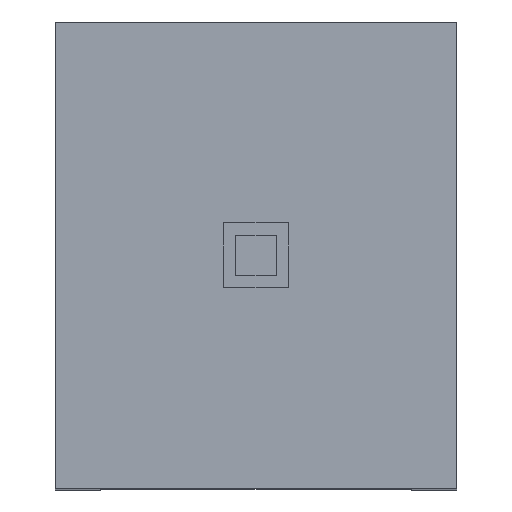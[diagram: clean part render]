
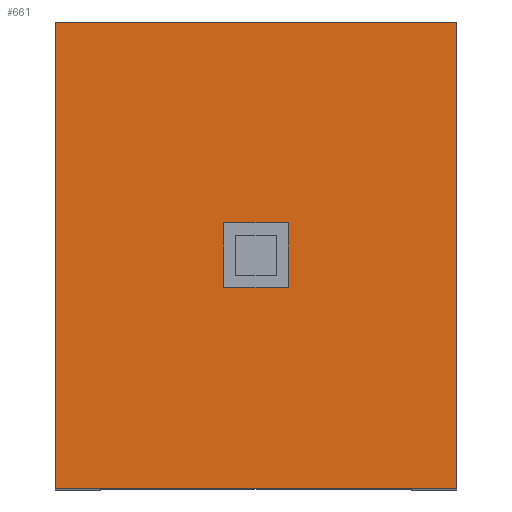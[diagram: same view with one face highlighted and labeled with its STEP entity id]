
A CAD part, top view. The second image highlights one B-rep face of the part: STEP entity #661.
In plain terms, the highlighted planar face has unit normal (0, 0, 1).
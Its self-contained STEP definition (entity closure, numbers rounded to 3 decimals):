
#183 = VERTEX_POINT('',#184);
#184 = CARTESIAN_POINT('',(155.,180.,27.5));
#215 = VERTEX_POINT('',#216);
#216 = CARTESIAN_POINT('',(-155.,180.,27.5));
#222 = EDGE_CURVE('',#183,#215,#223,.T.);
#223 = LINE('',#224,#225);
#224 = CARTESIAN_POINT('',(155.,180.,27.5));
#225 = VECTOR('',#226,1.);
#226 = DIRECTION('',(-1.,0.,0.));
#318 = EDGE_CURVE('',#319,#183,#321,.T.);
#319 = VERTEX_POINT('',#320);
#320 = CARTESIAN_POINT('',(155.,-180.,27.5));
#321 = LINE('',#322,#323);
#322 = CARTESIAN_POINT('',(155.,-180.,27.5));
#323 = VECTOR('',#324,1.);
#324 = DIRECTION('',(0.,1.,0.));
#447 = EDGE_CURVE('',#448,#319,#450,.T.);
#448 = VERTEX_POINT('',#449);
#449 = CARTESIAN_POINT('',(-155.,-180.,27.5));
#450 = LINE('',#451,#452);
#451 = CARTESIAN_POINT('',(-155.,-180.,27.5));
#452 = VECTOR('',#453,1.);
#453 = DIRECTION('',(1.,0.,0.));
#593 = EDGE_CURVE('',#215,#448,#594,.T.);
#594 = LINE('',#595,#596);
#595 = CARTESIAN_POINT('',(-155.,180.,27.5));
#596 = VECTOR('',#597,1.);
#597 = DIRECTION('',(0.,-1.,0.));
#661 = ADVANCED_FACE('',(#662,#668),#702,.T.);
#662 = FACE_BOUND('',#663,.T.);
#663 = EDGE_LOOP('',(#664,#665,#666,#667));
#664 = ORIENTED_EDGE('',*,*,#593,.T.);
#665 = ORIENTED_EDGE('',*,*,#447,.T.);
#666 = ORIENTED_EDGE('',*,*,#318,.T.);
#667 = ORIENTED_EDGE('',*,*,#222,.T.);
#668 = FACE_BOUND('',#669,.T.);
#669 = EDGE_LOOP('',(#670,#680,#688,#696));
#670 = ORIENTED_EDGE('',*,*,#671,.F.);
#671 = EDGE_CURVE('',#672,#674,#676,.T.);
#672 = VERTEX_POINT('',#673);
#673 = CARTESIAN_POINT('',(-25.,25.,27.5));
#674 = VERTEX_POINT('',#675);
#675 = CARTESIAN_POINT('',(-25.,-25.,27.5));
#676 = LINE('',#677,#678);
#677 = CARTESIAN_POINT('',(-25.,25.,27.5));
#678 = VECTOR('',#679,1.);
#679 = DIRECTION('',(0.,-1.,0.));
#680 = ORIENTED_EDGE('',*,*,#681,.F.);
#681 = EDGE_CURVE('',#682,#672,#684,.T.);
#682 = VERTEX_POINT('',#683);
#683 = CARTESIAN_POINT('',(25.,25.,27.5));
#684 = LINE('',#685,#686);
#685 = CARTESIAN_POINT('',(25.,25.,27.5));
#686 = VECTOR('',#687,1.);
#687 = DIRECTION('',(-1.,0.,0.));
#688 = ORIENTED_EDGE('',*,*,#689,.F.);
#689 = EDGE_CURVE('',#690,#682,#692,.T.);
#690 = VERTEX_POINT('',#691);
#691 = CARTESIAN_POINT('',(25.,-25.,27.5));
#692 = LINE('',#693,#694);
#693 = CARTESIAN_POINT('',(25.,-25.,27.5));
#694 = VECTOR('',#695,1.);
#695 = DIRECTION('',(0.,1.,0.));
#696 = ORIENTED_EDGE('',*,*,#697,.F.);
#697 = EDGE_CURVE('',#674,#690,#698,.T.);
#698 = LINE('',#699,#700);
#699 = CARTESIAN_POINT('',(-25.,-25.,27.5));
#700 = VECTOR('',#701,1.);
#701 = DIRECTION('',(1.,0.,0.));
#702 = PLANE('',#703);
#703 = AXIS2_PLACEMENT_3D('',#704,#705,#706);
#704 = CARTESIAN_POINT('',(0.,0.,27.5));
#705 = DIRECTION('',(0.,0.,1.));
#706 = DIRECTION('',(1.,0.,0.));
